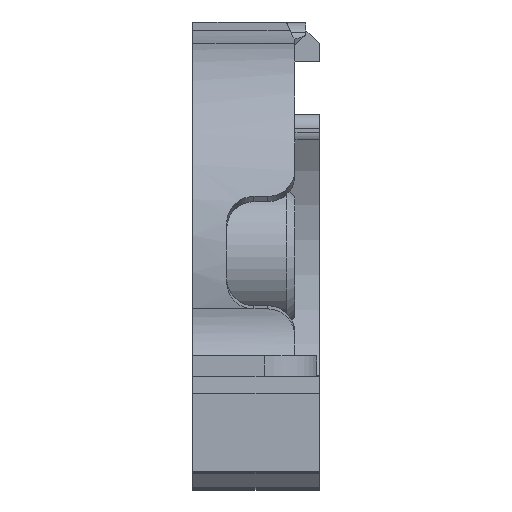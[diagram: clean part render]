
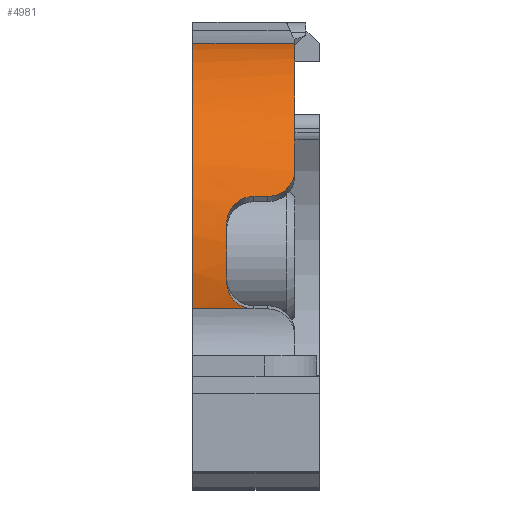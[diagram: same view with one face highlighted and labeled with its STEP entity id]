
A CAD part, top view. The second image highlights one B-rep face of the part: STEP entity #4981.
In plain terms, the highlighted cylindrical face has radius 15.806 mm (diameter 31.611 mm), a partial arc.
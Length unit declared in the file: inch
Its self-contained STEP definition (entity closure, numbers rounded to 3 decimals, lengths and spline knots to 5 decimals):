
#81=B_SPLINE_CURVE_WITH_KNOTS('',3,(#8418,#8419,#8420,#8421,#8422,#8423,
#8424,#8425,#8426,#8427),.UNSPECIFIED.,.F.,.F.,(4,2,2,2,4),(0.9072,
0.98258,1.05796,1.13334,1.20873),
 .UNSPECIFIED.);
#82=B_SPLINE_CURVE_WITH_KNOTS('',3,(#8436,#8437,#8438,#8439,#8440,#8441,
#8442,#8443,#8444,#8445),.UNSPECIFIED.,.F.,.F.,(4,2,2,2,4),(0.,0.0753,
0.1506,0.22659,0.30258),.UNSPECIFIED.);
#83=B_SPLINE_CURVE_WITH_KNOTS('',3,(#8453,#8454,#8455,#8456,#8457,#8458,
#8459,#8460,#8461,#8462),.UNSPECIFIED.,.F.,.F.,(4,2,2,2,4),(0.30284,
0.37822,0.4536,0.52898,0.60436),
 .UNSPECIFIED.);
#163=CYLINDRICAL_SURFACE('',#5437,0.62227);
#204=CIRCLE('',#5052,0.62227);
#375=CIRCLE('',#5433,0.62227);
#376=CIRCLE('',#5438,0.62227);
#595=FACE_OUTER_BOUND('',#871,.T.);
#871=EDGE_LOOP('',(#4401,#4402,#4403,#4404,#4405,#4406,#4407,#4408,#4409));
#997=LINE('',#7159,#1505);
#1286=LINE('',#8091,#1794);
#1389=LINE('',#8465,#1897);
#1505=VECTOR('',#5665,1.1811);
#1794=VECTOR('',#6430,0.3937);
#1897=VECTOR('',#6755,0.3937);
#1949=VERTEX_POINT('',#6956);
#1950=VERTEX_POINT('',#6958);
#2049=VERTEX_POINT('',#7158);
#2323=VERTEX_POINT('',#8089);
#2399=VERTEX_POINT('',#8417);
#2400=VERTEX_POINT('',#8431);
#2401=VERTEX_POINT('',#8435);
#2402=VERTEX_POINT('',#8450);
#2403=VERTEX_POINT('',#8452);
#2435=EDGE_CURVE('',#1950,#1949,#204,.T.);
#2535=EDGE_CURVE('',#1950,#2049,#997,.T.);
#2948=EDGE_CURVE('',#2323,#1949,#1286,.T.);
#3089=EDGE_CURVE('',#2323,#2399,#81,.F.);
#3093=EDGE_CURVE('',#2399,#2400,#375,.T.);
#3094=EDGE_CURVE('',#2401,#2400,#82,.T.);
#3098=EDGE_CURVE('',#2402,#2403,#83,.T.);
#3100=EDGE_CURVE('',#2401,#2403,#1389,.T.);
#3101=EDGE_CURVE('',#2049,#2402,#376,.T.);
#4401=ORIENTED_EDGE('',*,*,#2535,.F.);
#4402=ORIENTED_EDGE('',*,*,#2435,.T.);
#4403=ORIENTED_EDGE('',*,*,#2948,.F.);
#4404=ORIENTED_EDGE('',*,*,#3089,.T.);
#4405=ORIENTED_EDGE('',*,*,#3093,.T.);
#4406=ORIENTED_EDGE('',*,*,#3094,.F.);
#4407=ORIENTED_EDGE('',*,*,#3100,.T.);
#4408=ORIENTED_EDGE('',*,*,#3098,.F.);
#4409=ORIENTED_EDGE('',*,*,#3101,.F.);
#4981=ADVANCED_FACE('',(#595),#163,.T.);
#5052=AXIS2_PLACEMENT_3D('',#6959,#5527,#5528);
#5433=AXIS2_PLACEMENT_3D('',#8433,#6741,#6742);
#5437=AXIS2_PLACEMENT_3D('',#8464,#6753,#6754);
#5438=AXIS2_PLACEMENT_3D('',#8466,#6756,#6757);
#5527=DIRECTION('center_axis',(1.,0.,0.));
#5528=DIRECTION('ref_axis',(0.,1.,0.));
#5665=DIRECTION('',(1.,0.,0.));
#6430=DIRECTION('',(-1.,0.,0.));
#6741=DIRECTION('center_axis',(-1.,0.,0.));
#6742=DIRECTION('ref_axis',(0.,1.,0.));
#6753=DIRECTION('center_axis',(1.,0.,0.));
#6754=DIRECTION('ref_axis',(0.,1.,0.));
#6755=DIRECTION('',(1.,0.,0.));
#6756=DIRECTION('center_axis',(1.,0.,0.));
#6757=DIRECTION('ref_axis',(0.,1.,0.));
#6956=CARTESIAN_POINT('',(-0.07874,-0.15099,0.60367));
#6958=CARTESIAN_POINT('',(-0.07874,0.6196,0.05757));
#6959=CARTESIAN_POINT('Origin',(-0.07874,0.,
0.));
#7158=CARTESIAN_POINT('',(0.21654,0.6196,0.05757));
#7159=CARTESIAN_POINT('',(-0.02559,0.6196,0.05757));
#8089=CARTESIAN_POINT('',(0.09843,-0.15099,0.60367));
#8091=CARTESIAN_POINT('',(-0.02559,-0.15099,0.60367));
#8417=CARTESIAN_POINT('',(0.01969,-0.07353,0.61791));
#8418=CARTESIAN_POINT('Ctrl Pts',(0.01969,-0.07353,
0.61791));
#8419=CARTESIAN_POINT('Ctrl Pts',(0.01969,-0.08336,
0.61674));
#8420=CARTESIAN_POINT('Ctrl Pts',(0.02165,-0.0938,
0.61524));
#8421=CARTESIAN_POINT('Ctrl Pts',(0.02968,-0.11294,
0.61201));
#8422=CARTESIAN_POINT('Ctrl Pts',(0.03573,-0.12164,
0.6103));
#8423=CARTESIAN_POINT('Ctrl Pts',(0.04972,-0.13533,
0.60742));
#8424=CARTESIAN_POINT('Ctrl Pts',(0.05858,-0.14124,
0.60604));
#8425=CARTESIAN_POINT('Ctrl Pts',(0.07798,-0.14907,
0.60416));
#8426=CARTESIAN_POINT('Ctrl Pts',(0.08853,-0.15099,
0.60367));
#8427=CARTESIAN_POINT('Ctrl Pts',(0.09843,-0.15099,
0.60367));
#8431=CARTESIAN_POINT('',(0.01969,0.09744,0.61459));
#8433=CARTESIAN_POINT('Origin',(0.01969,0.,0.));
#8435=CARTESIAN_POINT('',(0.09843,0.17475,0.59723));
#8436=CARTESIAN_POINT('Ctrl Pts',(0.09843,0.17475,
0.59723));
#8437=CARTESIAN_POINT('Ctrl Pts',(0.08854,0.17475,
0.59723));
#8438=CARTESIAN_POINT('Ctrl Pts',(0.078,0.17285,
0.59779));
#8439=CARTESIAN_POINT('Ctrl Pts',(0.05862,0.16512,0.59998));
#8440=CARTESIAN_POINT('Ctrl Pts',(0.04977,0.15927,
0.60158));
#8441=CARTESIAN_POINT('Ctrl Pts',(0.03575,0.14565,
0.60502));
#8442=CARTESIAN_POINT('Ctrl Pts',(0.02967,0.13694,
0.60709));
#8443=CARTESIAN_POINT('Ctrl Pts',(0.02164,0.11777,
0.6111));
#8444=CARTESIAN_POINT('Ctrl Pts',(0.01969,0.10729,
0.61303));
#8445=CARTESIAN_POINT('Ctrl Pts',(0.01969,0.09744,
0.61459));
#8450=CARTESIAN_POINT('',(0.21654,0.24878,0.57038));
#8452=CARTESIAN_POINT('',(0.1378,0.17475,0.59723));
#8453=CARTESIAN_POINT('Ctrl Pts',(0.21654,0.24878,0.57038));
#8454=CARTESIAN_POINT('Ctrl Pts',(0.21654,0.23971,0.57433));
#8455=CARTESIAN_POINT('Ctrl Pts',(0.21457,0.22994,0.57831));
#8456=CARTESIAN_POINT('Ctrl Pts',(0.20654,0.21179,0.5852));
#8457=CARTESIAN_POINT('Ctrl Pts',(0.20049,0.20343,0.58812));
#8458=CARTESIAN_POINT('Ctrl Pts',(0.1865,0.19015,0.59255));
#8459=CARTESIAN_POINT('Ctrl Pts',(0.17764,0.18435,0.59435));
#8460=CARTESIAN_POINT('Ctrl Pts',(0.15824,0.17665,0.59668));
#8461=CARTESIAN_POINT('Ctrl Pts',(0.14769,0.17475,0.59723));
#8462=CARTESIAN_POINT('Ctrl Pts',(0.1378,0.17475,0.59723));
#8464=CARTESIAN_POINT('Origin',(-0.02559,0.,0.));
#8465=CARTESIAN_POINT('',(-0.02559,0.17475,0.59723));
#8466=CARTESIAN_POINT('Origin',(0.21654,0.,
0.));
